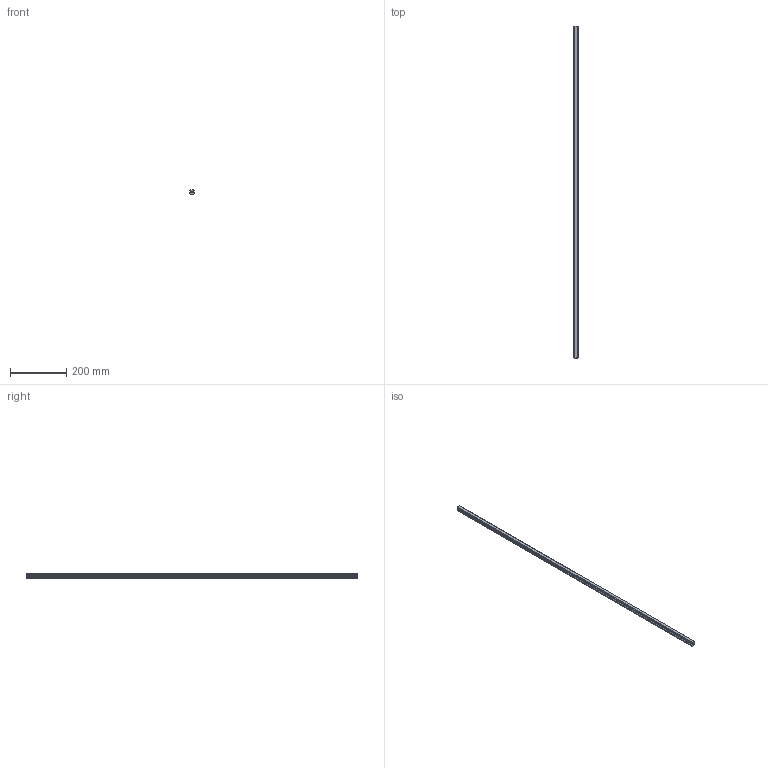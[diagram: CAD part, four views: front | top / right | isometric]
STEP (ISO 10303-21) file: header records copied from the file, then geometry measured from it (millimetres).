
FILE_DESCRIPTION(('STEP AP214'),'1');
FILE_NAME('cctmp_71378936-8E3F-4406-88E4-1C5ACFF1E503_2021_01_19_11_53_53_0308..stp','2021-01-19T10:53:53',('HIWIN GmbH'),('CADClick - www.CADClick.com'),'Spatial InterOp 3D',' ','unknown authorization');
FILE_SCHEMA(('AUTOMOTIVE_DESIGN'));
Length unit declared in the file: millimetre
Products named in the file (1): HGR15T1180C_FILE
Bounding box: 15 x 1180 x 15 mm (x, y, z)
Volume: 221458.1 mm3; surface area: 75117.4 mm2
Topology: 1 solids, 1 shells, 195 faces, 527 edges, 318 vertices
Faces by surface type: plane 89, cylinder 66, cone 40
Entity records: 7377 total; most frequent: DIRECTION 1011, CARTESIAN_POINT 1001, ORIENTED_EDGE 974, EDGE_CURVE 487, LINE 355, VECTOR 355, AXIS2_PLACEMENT_3D 328, VERTEX_POINT 318
